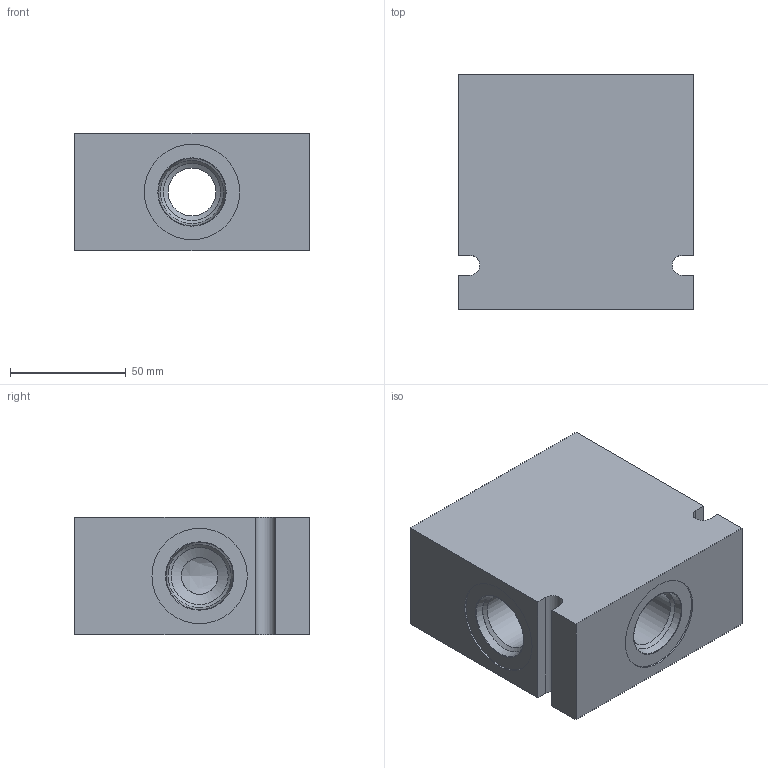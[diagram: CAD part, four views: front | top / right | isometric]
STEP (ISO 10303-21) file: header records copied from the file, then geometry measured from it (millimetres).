
FILE_DESCRIPTION((''),'2;1');
FILE_NAME('16-3-12T.stp','2015-06-04T13:37:55',('jml'),(''),'Autodesk Inventor 2010','Autodesk Inventor 2010','');
FILE_SCHEMA(('AUTOMOTIVE_DESIGN { 1 0 10303 214 1 1 1 1 }'));
Length unit declared in the file: inch
Products named in the file (1): 300147-12T
Bounding box: 101.6 x 101.6 x 50.8 mm (x, y, z)
Volume: 419371.1 mm3; surface area: 54334.4 mm2
Topology: 1 solids, 1 shells, 52 faces, 118 edges, 74 vertices
Faces by surface type: plane 20, bspline 14, cone 8, cylinder 6, torus 4
Full cylindrical faces by diameter (mm): 41.275 x3, 48.514 x1
Entity records: 1514 total; most frequent: CARTESIAN_POINT 517, DIRECTION 196, ORIENTED_EDGE 154, EDGE_LOOP 96, AXIS2_PLACEMENT_3D 82, EDGE_CURVE 77, VERTEX_POINT 65, FACE_OUTER_BOUND 52
